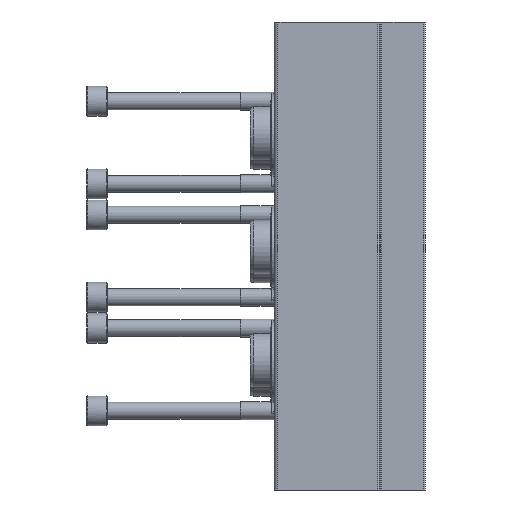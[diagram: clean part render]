
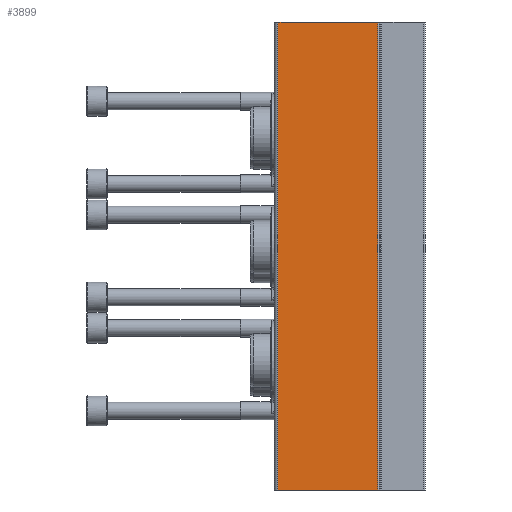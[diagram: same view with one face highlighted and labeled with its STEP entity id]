
A CAD part, left-side view. The second image highlights one B-rep face of the part: STEP entity #3899.
In plain terms, the highlighted planar face has unit normal (-1, 0, 0).
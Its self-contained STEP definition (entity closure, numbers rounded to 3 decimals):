
#135=PLANE('',#4205);
#248=LINE('',#6117,#528);
#249=LINE('',#6119,#529);
#250=LINE('',#6121,#530);
#251=LINE('',#6123,#531);
#528=VECTOR('',#4714,1000.);
#529=VECTOR('',#4717,1000.);
#530=VECTOR('',#4718,1000.);
#531=VECTOR('',#4719,1000.);
#1056=ORIENTED_EDGE('',*,*,#2122,.F.);
#1057=ORIENTED_EDGE('',*,*,#2121,.F.);
#1058=ORIENTED_EDGE('',*,*,#2123,.T.);
#1059=ORIENTED_EDGE('',*,*,#2124,.T.);
#2121=EDGE_CURVE('',#2654,#2652,#248,.T.);
#2122=EDGE_CURVE('',#2652,#2655,#249,.T.);
#2123=EDGE_CURVE('',#2654,#2656,#250,.T.);
#2124=EDGE_CURVE('',#2656,#2655,#251,.T.);
#2652=VERTEX_POINT('',#6112);
#2654=VERTEX_POINT('',#6116);
#2655=VERTEX_POINT('',#6120);
#2656=VERTEX_POINT('',#6122);
#3064=EDGE_LOOP('',(#1056,#1057,#1058,#1059));
#3438=FACE_BOUND('',#3064,.T.);
#3899=ADVANCED_FACE('',(#3438),#135,.T.);
#4205=AXIS2_PLACEMENT_3D('',#6118,#4715,#4716);
#4714=DIRECTION('',(0.,0.,1.));
#4715=DIRECTION('',(-1.,0.,0.));
#4716=DIRECTION('',(0.,0.,1.));
#4717=DIRECTION('',(0.,-1.,0.));
#4718=DIRECTION('',(0.,-1.,0.));
#4719=DIRECTION('',(0.,0.,1.));
#6112=CARTESIAN_POINT('',(-47.,41.5,0.));
#6116=CARTESIAN_POINT('',(-47.,41.5,-132.));
#6117=CARTESIAN_POINT('',(-47.,41.5,-132.));
#6118=CARTESIAN_POINT('',(-47.,41.5,-132.));
#6119=CARTESIAN_POINT('',(-47.,41.5,0.));
#6120=CARTESIAN_POINT('',(-47.,13.377,0.));
#6121=CARTESIAN_POINT('',(-47.,41.5,-132.));
#6122=CARTESIAN_POINT('',(-47.,13.377,-132.));
#6123=CARTESIAN_POINT('',(-47.,13.377,-132.));
